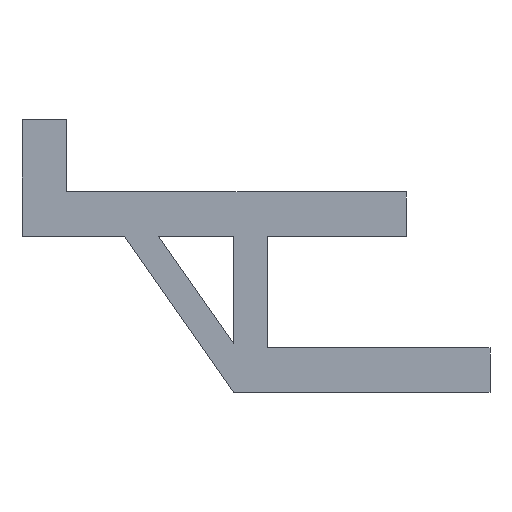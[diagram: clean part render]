
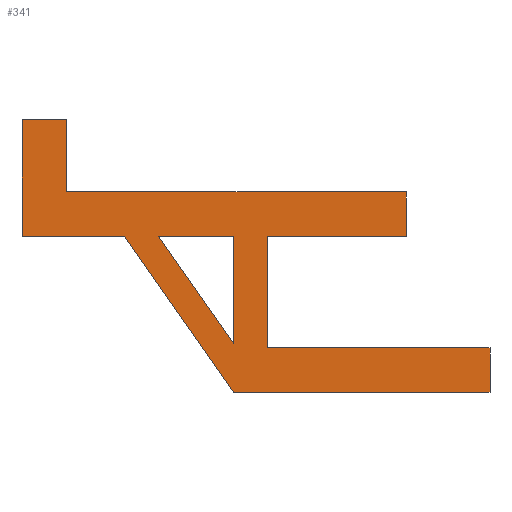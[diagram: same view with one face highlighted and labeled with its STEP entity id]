
A CAD part, front view. The second image highlights one B-rep face of the part: STEP entity #341.
In plain terms, the highlighted planar face has unit normal (0, -1, 0).
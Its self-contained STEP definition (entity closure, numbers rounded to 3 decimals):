
#16=FACE_BOUND('',#52,.T.);
#33=FACE_OUTER_BOUND('',#51,.T.);
#51=EDGE_LOOP('',(#293,#294,#295,#296,#297,#298,#299,#300,#301,#302,#303,
#304));
#52=EDGE_LOOP('',(#305,#306,#307));
#53=LINE('',#458,#98);
#57=LINE('',#466,#102);
#60=LINE('',#471,#105);
#62=LINE('',#476,#107);
#66=LINE('',#484,#111);
#69=LINE('',#490,#114);
#72=LINE('',#496,#117);
#75=LINE('',#502,#120);
#78=LINE('',#508,#123);
#81=LINE('',#514,#126);
#84=LINE('',#520,#129);
#87=LINE('',#526,#132);
#90=LINE('',#532,#135);
#93=LINE('',#538,#138);
#96=LINE('',#543,#141);
#98=VECTOR('',#377,10.);
#102=VECTOR('',#383,10.);
#105=VECTOR('',#388,10.);
#107=VECTOR('',#392,10.);
#111=VECTOR('',#398,10.);
#114=VECTOR('',#403,10.);
#117=VECTOR('',#408,10.);
#120=VECTOR('',#413,10.);
#123=VECTOR('',#418,10.);
#126=VECTOR('',#423,10.);
#129=VECTOR('',#428,10.);
#132=VECTOR('',#433,10.);
#135=VECTOR('',#438,10.);
#138=VECTOR('',#443,10.);
#141=VECTOR('',#448,10.);
#143=VERTEX_POINT('',#456);
#144=VERTEX_POINT('',#457);
#147=VERTEX_POINT('',#465);
#149=VERTEX_POINT('',#474);
#150=VERTEX_POINT('',#475);
#153=VERTEX_POINT('',#483);
#155=VERTEX_POINT('',#489);
#157=VERTEX_POINT('',#495);
#159=VERTEX_POINT('',#501);
#161=VERTEX_POINT('',#507);
#163=VERTEX_POINT('',#513);
#165=VERTEX_POINT('',#519);
#167=VERTEX_POINT('',#525);
#169=VERTEX_POINT('',#531);
#171=VERTEX_POINT('',#537);
#173=EDGE_CURVE('',#143,#144,#53,.T.);
#177=EDGE_CURVE('',#147,#143,#57,.T.);
#180=EDGE_CURVE('',#144,#147,#60,.T.);
#182=EDGE_CURVE('',#149,#150,#62,.T.);
#186=EDGE_CURVE('',#150,#153,#66,.T.);
#189=EDGE_CURVE('',#153,#155,#69,.T.);
#192=EDGE_CURVE('',#155,#157,#72,.T.);
#195=EDGE_CURVE('',#157,#159,#75,.T.);
#198=EDGE_CURVE('',#159,#161,#78,.T.);
#201=EDGE_CURVE('',#161,#163,#81,.T.);
#204=EDGE_CURVE('',#163,#165,#84,.T.);
#207=EDGE_CURVE('',#165,#167,#87,.T.);
#210=EDGE_CURVE('',#167,#169,#90,.T.);
#213=EDGE_CURVE('',#171,#169,#93,.T.);
#216=EDGE_CURVE('',#171,#149,#96,.T.);
#293=ORIENTED_EDGE('',*,*,#216,.T.);
#294=ORIENTED_EDGE('',*,*,#182,.T.);
#295=ORIENTED_EDGE('',*,*,#186,.T.);
#296=ORIENTED_EDGE('',*,*,#189,.T.);
#297=ORIENTED_EDGE('',*,*,#192,.T.);
#298=ORIENTED_EDGE('',*,*,#195,.T.);
#299=ORIENTED_EDGE('',*,*,#198,.T.);
#300=ORIENTED_EDGE('',*,*,#201,.T.);
#301=ORIENTED_EDGE('',*,*,#204,.T.);
#302=ORIENTED_EDGE('',*,*,#207,.T.);
#303=ORIENTED_EDGE('',*,*,#210,.T.);
#304=ORIENTED_EDGE('',*,*,#213,.F.);
#305=ORIENTED_EDGE('',*,*,#180,.F.);
#306=ORIENTED_EDGE('',*,*,#173,.F.);
#307=ORIENTED_EDGE('',*,*,#177,.F.);
#324=PLANE('',#372);
#341=ADVANCED_FACE('',(#33,#16),#324,.F.);
#372=AXIS2_PLACEMENT_3D('',#546,#452,#453);
#377=DIRECTION('',(-1.,0.,0.));
#383=DIRECTION('',(0.,0.,1.));
#388=DIRECTION('',(0.574,0.,-0.819));
#392=DIRECTION('',(0.,0.,1.));
#398=DIRECTION('',(-1.,0.,0.));
#403=DIRECTION('',(0.,0.,1.));
#408=DIRECTION('',(1.,0.,0.));
#413=DIRECTION('',(0.,0.,1.));
#418=DIRECTION('',(-1.,0.,0.));
#423=DIRECTION('',(0.,0.,1.));
#428=DIRECTION('',(-1.,0.,0.));
#433=DIRECTION('',(0.,0.,-1.));
#438=DIRECTION('',(1.,0.,0.));
#443=DIRECTION('',(-0.574,0.,0.819));
#448=DIRECTION('',(1.,0.,0.));
#452=DIRECTION('center_axis',(0.,1.,0.));
#453=DIRECTION('ref_axis',(1.,0.,0.));
#456=CARTESIAN_POINT('',(-6.,0.,0.));
#457=CARTESIAN_POINT('',(-19.502,0.,0.));
#458=CARTESIAN_POINT('',(-44.,0.,0.));
#465=CARTESIAN_POINT('',(-6.,0.,-19.283));
#466=CARTESIAN_POINT('',(-6.,0.,0.));
#471=CARTESIAN_POINT('',(-6.,0.,-19.283));
#474=CARTESIAN_POINT('',(40.,0.,-28.));
#475=CARTESIAN_POINT('',(40.,0.,-20.));
#476=CARTESIAN_POINT('',(40.,0.,-28.));
#483=CARTESIAN_POINT('',(0.,0.,-20.));
#484=CARTESIAN_POINT('',(40.,0.,-20.));
#489=CARTESIAN_POINT('',(0.,0.,0.));
#490=CARTESIAN_POINT('',(0.,0.,-20.));
#495=CARTESIAN_POINT('',(25.,0.,0.));
#496=CARTESIAN_POINT('',(0.,0.,0.));
#501=CARTESIAN_POINT('',(25.,0.,8.));
#502=CARTESIAN_POINT('',(25.,0.,0.));
#507=CARTESIAN_POINT('',(-36.,0.,8.));
#508=CARTESIAN_POINT('',(25.,0.,8.));
#513=CARTESIAN_POINT('',(-36.,0.,21.));
#514=CARTESIAN_POINT('',(-36.,0.,8.));
#519=CARTESIAN_POINT('',(-44.,0.,21.));
#520=CARTESIAN_POINT('',(-36.,0.,21.));
#525=CARTESIAN_POINT('',(-44.,0.,0.));
#526=CARTESIAN_POINT('',(-44.,0.,21.));
#531=CARTESIAN_POINT('',(-25.606,0.,0.));
#532=CARTESIAN_POINT('',(-44.,0.,0.));
#537=CARTESIAN_POINT('',(-6.,0.,-28.));
#538=CARTESIAN_POINT('',(-6.,0.,-28.));
#543=CARTESIAN_POINT('',(-6.,0.,-28.));
#546=CARTESIAN_POINT('Origin',(-2.,0.,-3.5));
